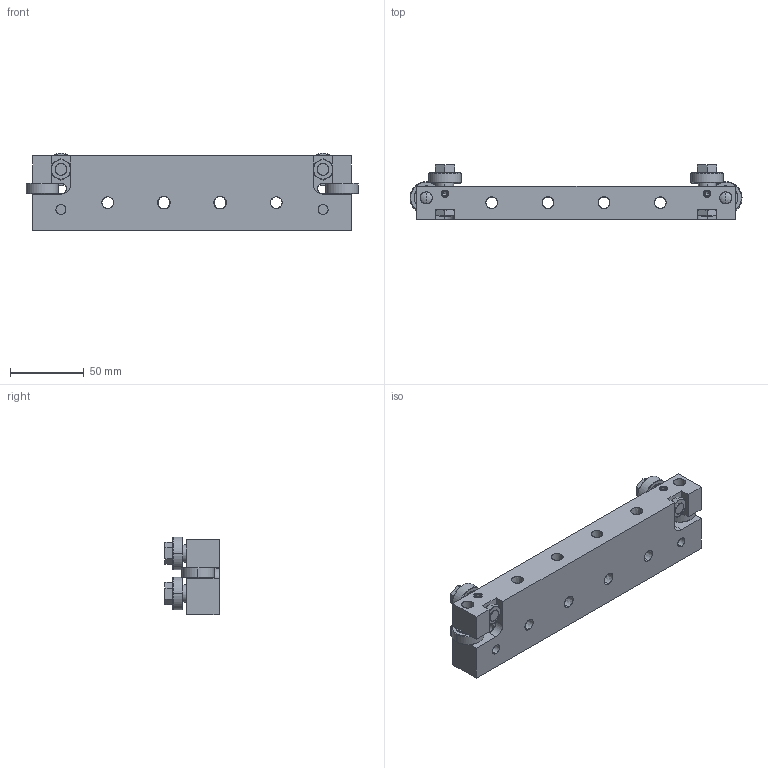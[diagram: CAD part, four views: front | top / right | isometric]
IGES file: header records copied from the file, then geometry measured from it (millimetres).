
Start section: SolidWorks IGES file using analytic representation for surfaces
Global section: file name: CRP102-00.IGS; native system: SolidWorks 2017; preprocessor: SolidWorks 2017; author: JBuehn; date: 180227.134135; units: millimetre
Bounding box: 225.2 x 36.81 x 52.62 mm (x, y, z)
Surface area: 69403.4 mm2 (no closed solid volume)
Topology: 0 solids, 0 shells, 662 faces, 8998 edges, 8842 vertices
Faces by surface type: revolution 468, bspline 194
